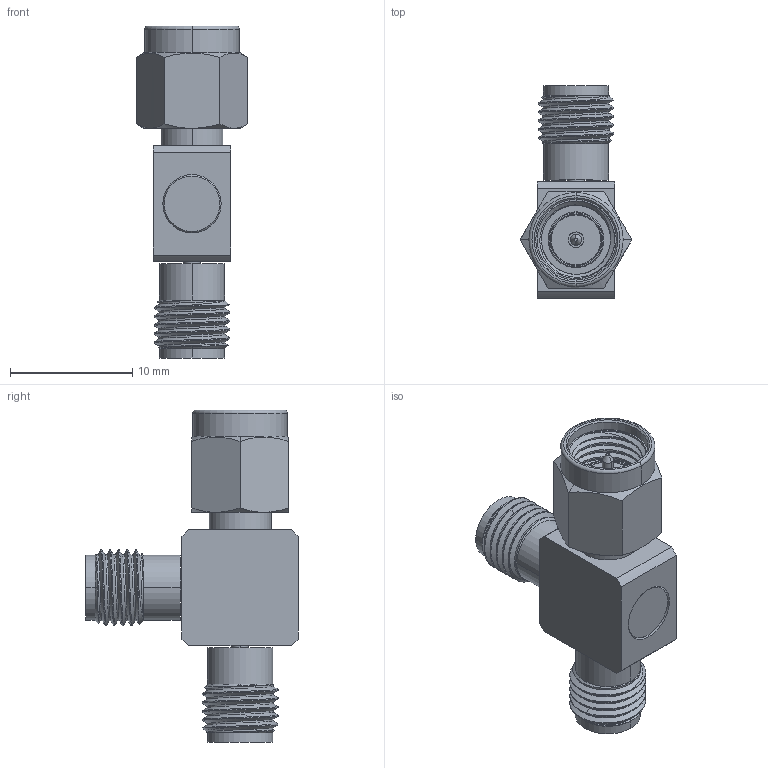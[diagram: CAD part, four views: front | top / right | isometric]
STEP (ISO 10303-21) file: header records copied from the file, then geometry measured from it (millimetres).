
FILE_DESCRIPTION((''),'2;1');
FILE_NAME('901-382-1_SW0002','2016-09-28T',('Anand'),(''),'PRO/ENGINEER BY PARAMETRIC TECHNOLOGY CORPORATION, 2014440','PRO/ENGINEER BY PARAMETRIC TECHNOLOGY CORPORATION, 2014440','');
FILE_SCHEMA(('CONFIG_CONTROL_DESIGN'));
Length unit declared in the file: millimetre
Products named in the file (1): 901-382-1_SW0002
Bounding box: 9.15 x 17.4 x 27.2 mm (x, y, z)
Surface area: 1520.1 mm2 (no closed solid volume)
Topology: 0 solids, 14 shells, 166 faces, 428 edges, 282 vertices
Faces by surface type: cylinder 64, plane 47, cone 34, bspline 15, torus 6
Entity records: 10930 total; most frequent: CARTESIAN_POINT 6986, DIRECTION 797, ORIENTED_EDGE 784, EDGE_CURVE 426, AXIS2_PLACEMENT_3D 329, VERTEX_POINT 282, EDGE_LOOP 186, CIRCLE 178
